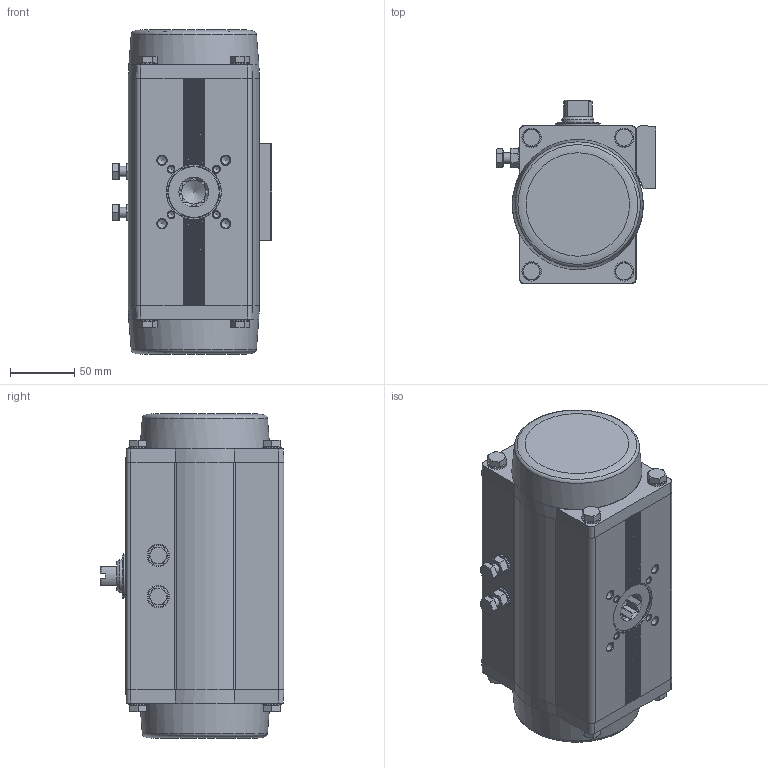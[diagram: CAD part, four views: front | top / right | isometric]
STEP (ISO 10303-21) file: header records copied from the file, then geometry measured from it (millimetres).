
FILE_DESCRIPTION(/* description */ ('STEP AP214'),/* implementation_level */ '2;1');
FILE_NAME(/* name */ '8066457_DFPD-N-120-RP-90-RS60-F0507-R3-EP',/* time_stamp */ '2024-08-15T19:18:14+02:00',/* author */ ('License CC BY-ND 4.0'),/* organization */ ('CADENAS'),/* preprocessor_version */ 'ST-DEVELOPER v19.3',/* originating_system */ 'PARTsolutions',/* authorisation */ ' ');
FILE_SCHEMA (('AUTOMOTIVE_DESIGN {1 0 10303 214 3 1 1}'));
Length unit declared in the file: millimetre
Products named in the file (6): 8066457 DFPD-N-120-RP-90-RS60-F0507-R3-EP---(0); 8042188 DFPD-N-120-90-RS-F05-------(housing); 8042188 DFPD-120(F05_0)---(shaft); 3639455 SCHEIBE 8.2X16X1.5-1.4301; 4114534 DFPD-120; DIN 934 - M8(F)
Assembly tree (8 placements, depth 2):
  8066457 DFPD-N-120-RP-90-RS60-F0507-R3-EP---(0)
    8042188 DFPD-N-120-90-RS-F05-------(housing)
    8042188 DFPD-120(F05_0)---(shaft)
    3639455 SCHEIBE 8.2X16X1.5-1.4301  x2
    4114534 DFPD-120  x2
    DIN 934 - M8(F)  x2
Bounding box: 123.8 x 143 x 252.3 mm (x, y, z)
Volume: 2744210.2 mm3; surface area: 178788.3 mm2
Topology: 8 solids, 8 shells, 649 faces, 1503 edges, 931 vertices
Faces by surface type: plane 340, cone 146, cylinder 136, torus 25, sphere 2
Full cylindrical faces by diameter (mm): 2 x2, 4.134 x8, 4.917 x5, 6.647 x8, 8 x2, 8.2 x2, 8.5 x2, 10 x2, 12.2 x2, 12.8 x1, 13 x2, 15 x8, 16 x2, 17.2 x2, 24 x1, 25 x3, 29.7 x2, 29.9 x1, 35 x2, 36 x1, 40 x2, 40.5 x2, 42.8 x1
Entity records: 16782 total; most frequent: CARTESIAN_POINT 3435, DIRECTION 2736, ORIENTED_EDGE 2506, EDGE_CURVE 1253, AXIS2_PLACEMENT_3D 1076, VERTEX_POINT 865, FACE_BOUND 840, EDGE_LOOP 826
